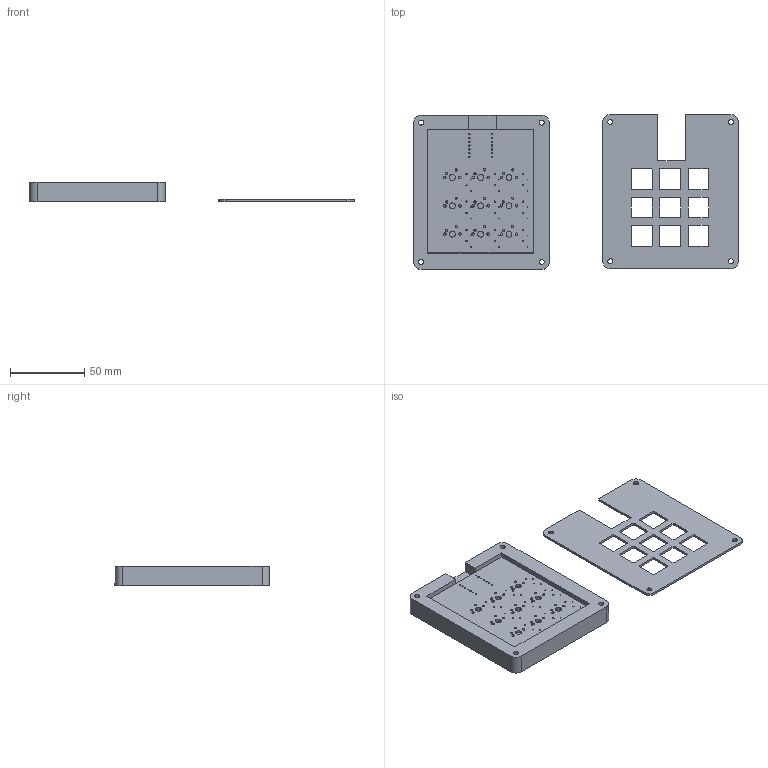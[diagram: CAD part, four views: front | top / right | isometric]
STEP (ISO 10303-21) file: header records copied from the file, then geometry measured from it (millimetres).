
FILE_DESCRIPTION(/* description */ (''),/* implementation_level */ '2;1');
FILE_NAME(/* name */ '5348d39f-0ede-400a-b5f7-66f30fc780c4.stp',/* time_stamp */ '2025-12-19T23:48:11Z',/* author */ (''),/* organization */ (''),/* preprocessor_version */ 'ST-DEVELOPER v20.1',/* originating_system */ 'Autodesk Translation Framework v14.24.0.0',/* authorisation */ '');
FILE_SCHEMA (('AUTOMOTIVE_DESIGN { 1 0 10303 214 3 1 1 }'));
Length unit declared in the file: millimetre
Products named in the file (6): 2025-12-19-13-43-46-037; 2025-12-19-13-09-39-606; 2025-12-19-13-11-40-684; KeyBoard PCB 1; KeyBoard PCB_PCB; D_DO-35_SOD27_P7.62mm_Horizontal
Assembly tree (13 placements, depth 3):
  2025-12-19-13-43-46-037
    2025-12-19-13-09-39-606
      2025-12-19-13-11-40-684
    KeyBoard PCB 1
      D_DO-35_SOD27_P7.62mm_Horizontal  x9
      KeyBoard PCB_PCB
Bounding box: 218.41 x 104.21 x 13 mm (x, y, z)
Volume: 80348.3 mm3; surface area: 55886.2 mm2
Topology: 21 solids, 21 shells, 709 faces, 1845 edges, 1224 vertices
Faces by surface type: plane 274, bspline 212, cylinder 187, torus 36
Full cylindrical faces by diameter (mm): 0.5 x27, 0.8 x18, 0.889 x14, 1.5 x18, 1.7 x18, 2 x18, 2.02 x9, 3.4 x8, 4 x9, 6 x4
Entity records: 21288 total; most frequent: CARTESIAN_POINT 6905, ORIENTED_EDGE 3242, DIRECTION 2261, EDGE_CURVE 1621, VERTEX_POINT 1080, LINE 909, VECTOR 909, EDGE_LOOP 799
